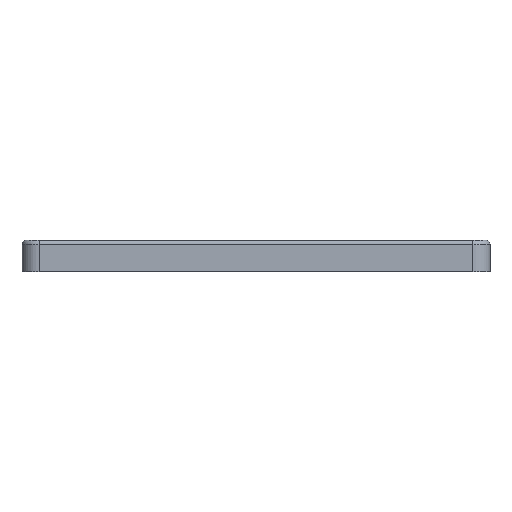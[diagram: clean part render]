
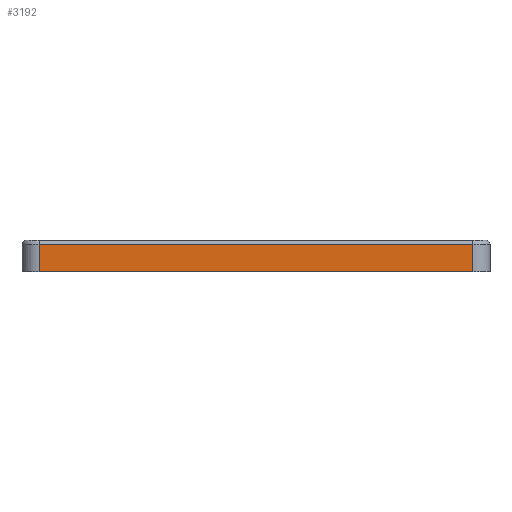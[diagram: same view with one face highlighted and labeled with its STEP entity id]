
A CAD part, left-side view. The second image highlights one B-rep face of the part: STEP entity #3192.
In plain terms, the highlighted planar face has unit normal (-1, 0, 0).
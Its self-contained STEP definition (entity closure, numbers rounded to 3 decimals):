
#3153=CARTESIAN_POINT('',(-5413.199,-538.142,210.989));
#3154=DIRECTION('',(1.,0.,-0.));
#3155=DIRECTION('',(0.,-1.,0.));
#3156=AXIS2_PLACEMENT_3D('',#3153,#3154,#3155);
#3157=PLANE('',#3156);
#3158=CARTESIAN_POINT('',(-5413.199,-699.942,212.489));
#3159=VERTEX_POINT('',#3158);
#3160=CARTESIAN_POINT('',(-5413.199,-498.142,212.489));
#3161=VERTEX_POINT('',#3160);
#3162=CARTESIAN_POINT('',(-5413.199,-699.942,212.489));
#3163=DIRECTION('',(-0.,1.,-0.));
#3164=VECTOR('',#3163,201.799);
#3165=LINE('',#3162,#3164);
#3166=EDGE_CURVE('',#3159,#3161,#3165,.T.);
#3167=ORIENTED_EDGE('',*,*,#3166,.T.);
#3168=CARTESIAN_POINT('',(-5413.199,-498.142,199.789));
#3169=VERTEX_POINT('',#3168);
#3170=CARTESIAN_POINT('',(-5413.199,-498.142,212.489));
#3171=DIRECTION('',(-0.,-0.,-1.));
#3172=VECTOR('',#3171,12.7);
#3173=LINE('',#3170,#3172);
#3174=EDGE_CURVE('',#3161,#3169,#3173,.T.);
#3175=ORIENTED_EDGE('',*,*,#3174,.T.);
#3176=CARTESIAN_POINT('',(-5413.199,-699.942,199.789));
#3177=VERTEX_POINT('',#3176);
#3178=CARTESIAN_POINT('',(-5413.199,-498.142,199.789));
#3179=DIRECTION('',(-0.,-1.,-0.));
#3180=VECTOR('',#3179,201.799);
#3181=LINE('',#3178,#3180);
#3182=EDGE_CURVE('',#3169,#3177,#3181,.T.);
#3183=ORIENTED_EDGE('',*,*,#3182,.T.);
#3184=CARTESIAN_POINT('',(-5413.199,-699.942,199.789));
#3185=DIRECTION('',(0.,-0.,1.));
#3186=VECTOR('',#3185,12.7);
#3187=LINE('',#3184,#3186);
#3188=EDGE_CURVE('',#3177,#3159,#3187,.T.);
#3189=ORIENTED_EDGE('',*,*,#3188,.T.);
#3190=EDGE_LOOP('',(#3167,#3175,#3183,#3189));
#3191=FACE_BOUND('',#3190,.T.);
#3192=ADVANCED_FACE('',(#3191),#3157,.F.);
